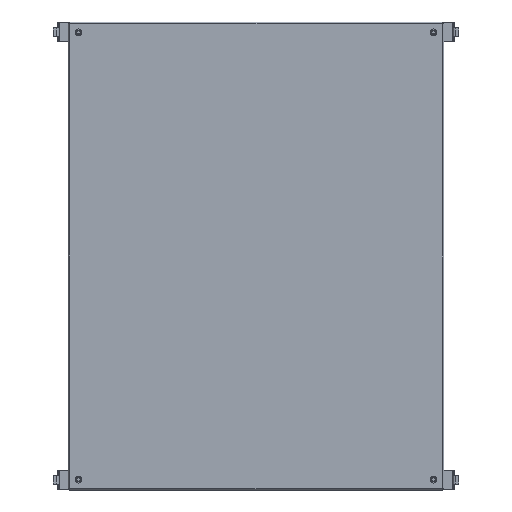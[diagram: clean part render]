
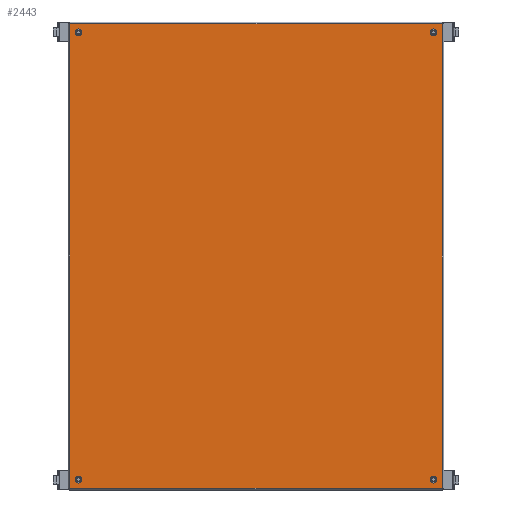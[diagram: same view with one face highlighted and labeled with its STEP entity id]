
A CAD part, front view. The second image highlights one B-rep face of the part: STEP entity #2443.
In plain terms, the highlighted planar face has unit normal (0, -1, 0).
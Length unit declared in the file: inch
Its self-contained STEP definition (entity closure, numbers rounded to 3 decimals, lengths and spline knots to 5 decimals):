
#9 = EDGE_CURVE ( 'NONE', #5670, #3236, #2920, .T. ) ;
#14 = EDGE_LOOP ( 'NONE', ( #1976, #3771, #3221, #2215 ) ) ;
#66 = CIRCLE ( 'NONE', #5482, 0.28125 ) ;
#86 = CARTESIAN_POINT ( 'NONE',  ( 15.125, 0., 18.78125 ) ) ;
#95 = AXIS2_PLACEMENT_3D ( 'NONE', #3774, #5514, #1561 ) ;
#143 = VERTEX_POINT ( 'NONE', #1602 ) ;
#201 = DIRECTION ( 'NONE',  ( 0., -1., 0. ) ) ;
#239 = CARTESIAN_POINT ( 'NONE',  ( -15.857, 0., -19.7945 ) ) ;
#241 = VERTEX_POINT ( 'NONE', #2068 ) ;
#276 = CARTESIAN_POINT ( 'NONE',  ( 15.857, 0., 19.7945 ) ) ;
#350 = VERTEX_POINT ( 'NONE', #4537 ) ;
#375 = DIRECTION ( 'NONE',  ( 0., 0., 1. ) ) ;
#443 = LINE ( 'NONE', #2015, #2778 ) ;
#451 = CARTESIAN_POINT ( 'NONE',  ( 15.125, 0., -19.0625 ) ) ;
#496 = EDGE_CURVE ( 'NONE', #3349, #5185, #1912, .T. ) ;
#508 = DIRECTION ( 'NONE',  ( 0., 0., 1. ) ) ;
#585 = FACE_BOUND ( 'NONE', #594, .T. ) ;
#594 = EDGE_LOOP ( 'NONE', ( #4164, #1138 ) ) ;
#638 = DIRECTION ( 'NONE',  ( 0., 0., 1. ) ) ;
#648 = FACE_OUTER_BOUND ( 'NONE', #14, .T. ) ;
#672 = DIRECTION ( 'NONE',  ( 0., -1., 0. ) ) ;
#782 = EDGE_CURVE ( 'NONE', #5185, #3349, #66, .T. ) ;
#855 = CARTESIAN_POINT ( 'NONE',  ( 15.125, 0., -19.0625 ) ) ;
#1116 = ORIENTED_EDGE ( 'NONE', *, *, #4232, .F. ) ;
#1136 = DIRECTION ( 'NONE',  ( 0., 1., 0. ) ) ;
#1138 = ORIENTED_EDGE ( 'NONE', *, *, #5587, .F. ) ;
#1279 = EDGE_CURVE ( 'NONE', #3236, #5670, #4955, .T. ) ;
#1355 = DIRECTION ( 'NONE',  ( 0., 0., 1. ) ) ;
#1383 = CARTESIAN_POINT ( 'NONE',  ( -15.125, 0., -18.78125 ) ) ;
#1519 = VERTEX_POINT ( 'NONE', #3089 ) ;
#1556 = CIRCLE ( 'NONE', #5557, 0.28125 ) ;
#1561 = DIRECTION ( 'NONE',  ( 0., 0., 1. ) ) ;
#1602 = CARTESIAN_POINT ( 'NONE',  ( -15.125, 0., 19.34375 ) ) ;
#1626 = CARTESIAN_POINT ( 'NONE',  ( 15.857, 0., -19.7945 ) ) ;
#1751 = AXIS2_PLACEMENT_3D ( 'NONE', #855, #4777, #5198 ) ;
#1856 = EDGE_CURVE ( 'NONE', #3609, #3332, #5504, .T. ) ;
#1912 = CIRCLE ( 'NONE', #3897, 0.28125 ) ;
#1945 = DIRECTION ( 'NONE',  ( 0., 0., 1. ) ) ;
#1947 = FACE_BOUND ( 'NONE', #3483, .T. ) ;
#1976 = ORIENTED_EDGE ( 'NONE', *, *, #1856, .F. ) ;
#2008 = VECTOR ( 'NONE', #4201, 39.37008 ) ;
#2015 = CARTESIAN_POINT ( 'NONE',  ( -15.857, 0., 19.7945 ) ) ;
#2068 = CARTESIAN_POINT ( 'NONE',  ( 15.125, 0., -19.34375 ) ) ;
#2082 = EDGE_LOOP ( 'NONE', ( #4371, #2142 ) ) ;
#2113 = DIRECTION ( 'NONE',  ( 1., 0., 0. ) ) ;
#2142 = ORIENTED_EDGE ( 'NONE', *, *, #9, .F. ) ;
#2215 = ORIENTED_EDGE ( 'NONE', *, *, #2360, .F. ) ;
#2232 = AXIS2_PLACEMENT_3D ( 'NONE', #3047, #5648, #375 ) ;
#2360 = EDGE_CURVE ( 'NONE', #3332, #3958, #443, .T. ) ;
#2443 = ADVANCED_FACE ( 'NONE', ( #648, #585, #1947, #5170, #3997 ), #5109, .F. ) ;
#2477 = DIRECTION ( 'NONE',  ( 0., 0., 1. ) ) ;
#2561 = ORIENTED_EDGE ( 'NONE', *, *, #496, .F. ) ;
#2629 = CARTESIAN_POINT ( 'NONE',  ( -15.125, 0., -19.34375 ) ) ;
#2645 = CIRCLE ( 'NONE', #1751, 0.28125 ) ;
#2659 = LINE ( 'NONE', #3341, #4841 ) ;
#2778 = VECTOR ( 'NONE', #3351, 39.37008 ) ;
#2811 = AXIS2_PLACEMENT_3D ( 'NONE', #5311, #3534, #1355 ) ;
#2827 = CARTESIAN_POINT ( 'NONE',  ( -15.125, 0., -19.0625 ) ) ;
#2856 = EDGE_LOOP ( 'NONE', ( #3418, #1116 ) ) ;
#2920 = CIRCLE ( 'NONE', #4507, 0.28125 ) ;
#2923 = CARTESIAN_POINT ( 'NONE',  ( -15.857, 0., 19.7945 ) ) ;
#2955 = AXIS2_PLACEMENT_3D ( 'NONE', #2923, #1136, #2477 ) ;
#3047 = CARTESIAN_POINT ( 'NONE',  ( -15.125, 0., 19.0625 ) ) ;
#3060 = CIRCLE ( 'NONE', #95, 0.28125 ) ;
#3079 = DIRECTION ( 'NONE',  ( 0., -1., 0. ) ) ;
#3089 = CARTESIAN_POINT ( 'NONE',  ( -15.125, 0., 18.78125 ) ) ;
#3124 = DIRECTION ( 'NONE',  ( 0., -1., 0. ) ) ;
#3135 = DIRECTION ( 'NONE',  ( 0., 0., 1. ) ) ;
#3155 = DIRECTION ( 'NONE',  ( 0., 0., -1. ) ) ;
#3221 = ORIENTED_EDGE ( 'NONE', *, *, #4306, .F. ) ;
#3236 = VERTEX_POINT ( 'NONE', #1383 ) ;
#3332 = VERTEX_POINT ( 'NONE', #3946 ) ;
#3341 = CARTESIAN_POINT ( 'NONE',  ( -15.857, 0., 19.7945 ) ) ;
#3349 = VERTEX_POINT ( 'NONE', #86 ) ;
#3351 = DIRECTION ( 'NONE',  ( 0., 0., 1. ) ) ;
#3418 = ORIENTED_EDGE ( 'NONE', *, *, #4314, .F. ) ;
#3483 = EDGE_LOOP ( 'NONE', ( #4071, #2561 ) ) ;
#3523 = CARTESIAN_POINT ( 'NONE',  ( 15.125, 0., 19.0625 ) ) ;
#3534 = DIRECTION ( 'NONE',  ( 0., -1., 0. ) ) ;
#3583 = CARTESIAN_POINT ( 'NONE',  ( 15.857, 0., 19.7945 ) ) ;
#3609 = VERTEX_POINT ( 'NONE', #1626 ) ;
#3612 = CIRCLE ( 'NONE', #2232, 0.28125 ) ;
#3742 = LINE ( 'NONE', #3583, #5336 ) ;
#3771 = ORIENTED_EDGE ( 'NONE', *, *, #5023, .F. ) ;
#3774 = CARTESIAN_POINT ( 'NONE',  ( -15.125, 0., 19.0625 ) ) ;
#3897 = AXIS2_PLACEMENT_3D ( 'NONE', #5481, #672, #638 ) ;
#3946 = CARTESIAN_POINT ( 'NONE',  ( -15.857, 0., -19.7945 ) ) ;
#3958 = VERTEX_POINT ( 'NONE', #4436 ) ;
#3997 = FACE_BOUND ( 'NONE', #2082, .T. ) ;
#4071 = ORIENTED_EDGE ( 'NONE', *, *, #782, .F. ) ;
#4164 = ORIENTED_EDGE ( 'NONE', *, *, #4430, .F. ) ;
#4201 = DIRECTION ( 'NONE',  ( -1., 0., 0. ) ) ;
#4232 = EDGE_CURVE ( 'NONE', #1519, #143, #3060, .T. ) ;
#4306 = EDGE_CURVE ( 'NONE', #3958, #5553, #2659, .T. ) ;
#4314 = EDGE_CURVE ( 'NONE', #143, #1519, #3612, .T. ) ;
#4371 = ORIENTED_EDGE ( 'NONE', *, *, #1279, .F. ) ;
#4430 = EDGE_CURVE ( 'NONE', #350, #241, #1556, .T. ) ;
#4436 = CARTESIAN_POINT ( 'NONE',  ( -15.857, 0., 19.7945 ) ) ;
#4507 = AXIS2_PLACEMENT_3D ( 'NONE', #2827, #201, #1945 ) ;
#4537 = CARTESIAN_POINT ( 'NONE',  ( 15.125, 0., -18.78125 ) ) ;
#4777 = DIRECTION ( 'NONE',  ( 0., -1., 0. ) ) ;
#4841 = VECTOR ( 'NONE', #2113, 39.37008 ) ;
#4955 = CIRCLE ( 'NONE', #2811, 0.28125 ) ;
#5023 = EDGE_CURVE ( 'NONE', #5553, #3609, #3742, .T. ) ;
#5109 = PLANE ( 'NONE',  #2955 ) ;
#5141 = CARTESIAN_POINT ( 'NONE',  ( 15.125, 0., 19.34375 ) ) ;
#5170 = FACE_BOUND ( 'NONE', #2856, .T. ) ;
#5185 = VERTEX_POINT ( 'NONE', #5141 ) ;
#5198 = DIRECTION ( 'NONE',  ( 0., 0., 1. ) ) ;
#5311 = CARTESIAN_POINT ( 'NONE',  ( -15.125, 0., -19.0625 ) ) ;
#5336 = VECTOR ( 'NONE', #3155, 39.37008 ) ;
#5481 = CARTESIAN_POINT ( 'NONE',  ( 15.125, 0., 19.0625 ) ) ;
#5482 = AXIS2_PLACEMENT_3D ( 'NONE', #3523, #3079, #3135 ) ;
#5504 = LINE ( 'NONE', #239, #2008 ) ;
#5514 = DIRECTION ( 'NONE',  ( 0., -1., 0. ) ) ;
#5553 = VERTEX_POINT ( 'NONE', #276 ) ;
#5557 = AXIS2_PLACEMENT_3D ( 'NONE', #451, #3124, #508 ) ;
#5587 = EDGE_CURVE ( 'NONE', #241, #350, #2645, .T. ) ;
#5648 = DIRECTION ( 'NONE',  ( 0., -1., 0. ) ) ;
#5670 = VERTEX_POINT ( 'NONE', #2629 ) ;
